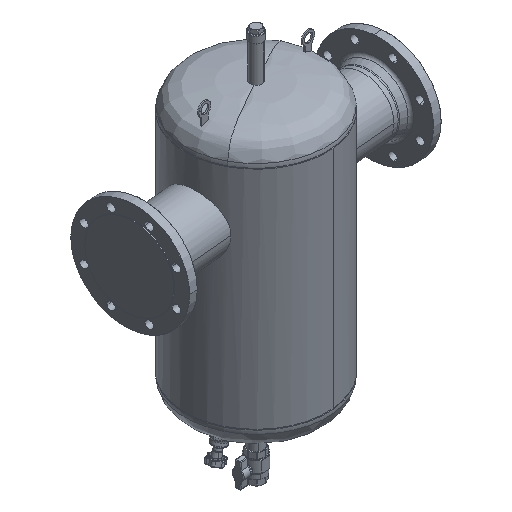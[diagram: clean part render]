
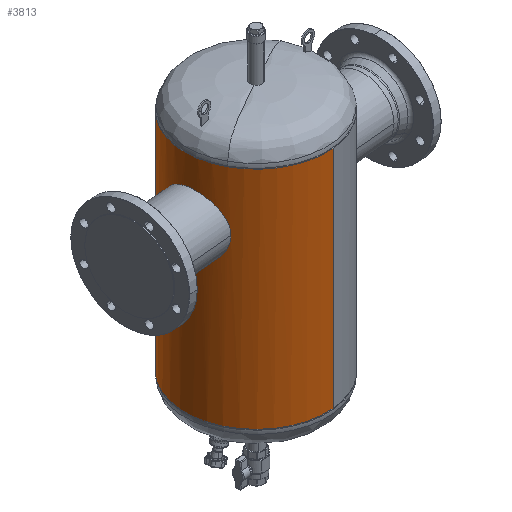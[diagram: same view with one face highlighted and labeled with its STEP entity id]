
A CAD part, isometric view. The second image highlights one B-rep face of the part: STEP entity #3813.
In plain terms, the highlighted cylindrical face has radius 161.95 mm (diameter 323.9 mm), a partial arc.
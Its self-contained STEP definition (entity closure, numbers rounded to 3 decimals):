
#3627=CARTESIAN_POINT('Vertex',(-12.604,56.85,0.)) ;
#3634=CARTESIAN_POINT('Vertex',(-0.428,-82.319,0.)) ;
#3638=CARTESIAN_POINT('Control Point',(-0.428,-82.319,0.)) ;
#3639=CARTESIAN_POINT('Control Point',(-0.428,-82.319,6.611)) ;
#3640=CARTESIAN_POINT('Control Point',(-0.869,-81.572,13.222)) ;
#3641=CARTESIAN_POINT('Control Point',(-1.751,-80.078,19.677)) ;
#3642=CARTESIAN_POINT('Control Point',(-3.753,-76.527,29.695)) ;
#3643=CARTESIAN_POINT('Control Point',(-6.403,-71.29,38.727)) ;
#3644=CARTESIAN_POINT('Control Point',(-7.492,-69.04,42.033)) ;
#3645=CARTESIAN_POINT('Control Point',(-9.942,-63.693,48.784)) ;
#3646=CARTESIAN_POINT('Control Point',(-12.479,-57.366,54.6)) ;
#3647=CARTESIAN_POINT('Control Point',(-13.828,-53.701,57.432)) ;
#3648=CARTESIAN_POINT('Control Point',(-16.295,-46.268,62.21)) ;
#3649=CARTESIAN_POINT('Control Point',(-18.447,-38.082,65.731)) ;
#3650=CARTESIAN_POINT('Control Point',(-19.374,-34.05,67.101)) ;
#3651=CARTESIAN_POINT('Control Point',(-20.966,-25.887,69.168)) ;
#3652=CARTESIAN_POINT('Control Point',(-22.052,-17.427,69.961)) ;
#3653=CARTESIAN_POINT('Control Point',(-22.451,-13.227,70.034)) ;
#3654=CARTESIAN_POINT('Control Point',(-23.216,-0.88,69.314)) ;
#3655=CARTESIAN_POINT('Control Point',(-22.814,11.144,65.905)) ;
#3656=CARTESIAN_POINT('Control Point',(-22.071,18.665,62.537)) ;
#3657=CARTESIAN_POINT('Control Point',(-20.444,29.175,55.949)) ;
#3658=CARTESIAN_POINT('Control Point',(-18.439,37.969,47.406)) ;
#3659=CARTESIAN_POINT('Control Point',(-17.733,40.757,44.272)) ;
#3660=CARTESIAN_POINT('Control Point',(-16.404,45.58,37.975)) ;
#3661=CARTESIAN_POINT('Control Point',(-15.183,49.479,31.055)) ;
#3662=CARTESIAN_POINT('Control Point',(-14.648,51.099,27.668)) ;
#3663=CARTESIAN_POINT('Control Point',(-13.646,54.027,20.297)) ;
#3664=CARTESIAN_POINT('Control Point',(-12.971,55.87,12.543)) ;
#3665=CARTESIAN_POINT('Control Point',(-12.726,56.523,8.388)) ;
#3666=CARTESIAN_POINT('Control Point',(-12.604,56.85,4.194)) ;
#3667=CARTESIAN_POINT('Control Point',(-12.604,56.85,0.)) ;
#3679=CARTESIAN_POINT('Control Point',(-12.604,56.85,0.)) ;
#3680=CARTESIAN_POINT('Control Point',(-12.604,56.85,-6.465)) ;
#3681=CARTESIAN_POINT('Control Point',(-12.895,56.074,-12.929)) ;
#3682=CARTESIAN_POINT('Control Point',(-13.478,54.52,-19.249)) ;
#3683=CARTESIAN_POINT('Control Point',(-14.789,50.809,-29.152)) ;
#3684=CARTESIAN_POINT('Control Point',(-16.451,45.366,-38.112)) ;
#3685=CARTESIAN_POINT('Control Point',(-17.129,43.,-41.437)) ;
#3686=CARTESIAN_POINT('Control Point',(-18.613,37.386,-48.242)) ;
#3687=CARTESIAN_POINT('Control Point',(-20.023,30.782,-54.123)) ;
#3688=CARTESIAN_POINT('Control Point',(-20.725,26.968,-56.996)) ;
#3689=CARTESIAN_POINT('Control Point',(-21.889,19.265,-61.859)) ;
#3690=CARTESIAN_POINT('Control Point',(-22.621,10.861,-65.47)) ;
#3691=CARTESIAN_POINT('Control Point',(-22.851,6.737,-66.885)) ;
#3692=CARTESIAN_POINT('Control Point',(-23.039,-1.563,-69.04)) ;
#3693=CARTESIAN_POINT('Control Point',(-22.678,-10.086,-69.923)) ;
#3694=CARTESIAN_POINT('Control Point',(-22.361,-14.293,-70.04)) ;
#3695=CARTESIAN_POINT('Control Point',(-21.025,-26.589,-69.448)) ;
#3696=CARTESIAN_POINT('Control Point',(-18.589,-38.396,-66.165)) ;
#3697=CARTESIAN_POINT('Control Point',(-16.578,-45.706,-62.879)) ;
#3698=CARTESIAN_POINT('Control Point',(-12.131,-58.945,-54.422)) ;
#3699=CARTESIAN_POINT('Control Point',(-7.517,-69.219,-42.606)) ;
#3700=CARTESIAN_POINT('Control Point',(-5.359,-73.489,-36.03)) ;
#3701=CARTESIAN_POINT('Control Point',(-2.574,-78.633,-24.974)) ;
#3702=CARTESIAN_POINT('Control Point',(-0.997,-81.354,-12.97)) ;
#3703=CARTESIAN_POINT('Control Point',(-0.618,-81.997,-8.675)) ;
#3704=CARTESIAN_POINT('Control Point',(-0.428,-82.319,-4.338)) ;
#3705=CARTESIAN_POINT('Control Point',(-0.428,-82.319,0.)) ;
#3716=CARTESIAN_POINT('Axis2P3D Location',(139.04,0.,-122.)) ;
#3721=CARTESIAN_POINT('Line Origine',(153.155,-161.334,-122.)) ;
#3725=CARTESIAN_POINT('Vertex',(153.155,-161.334,-378.5)) ;
#3727=CARTESIAN_POINT('Vertex',(153.155,-161.334,134.5)) ;
#3741=CARTESIAN_POINT('Vertex',(124.925,161.334,-378.5)) ;
#3744=CARTESIAN_POINT('Line Origine',(124.925,161.334,-122.)) ;
#3748=CARTESIAN_POINT('Vertex',(124.925,161.334,134.5)) ;
#3777=CARTESIAN_POINT('Axis2P3D Location',(139.04,0.,134.5)) ;
#3781=CARTESIAN_POINT('Vertex',(-3.084,-77.643,134.5)) ;
#3784=CARTESIAN_POINT('Axis2P3D Location',(139.04,0.,134.5)) ;
#3789=CARTESIAN_POINT('Axis2P3D Location',(139.04,0.,-378.5)) ;
#3793=CARTESIAN_POINT('Vertex',(-9.31,64.961,-378.5)) ;
#3796=CARTESIAN_POINT('Axis2P3D Location',(139.04,0.,-378.5)) ;
#3723=VECTOR('Line Direction',#3722,1.) ;
#3746=VECTOR('Line Direction',#3745,1.) ;
#3717=DIRECTION('Axis2P3D Direction',(0.,0.,1.)) ;
#3718=DIRECTION('Axis2P3D XDirection',(-0.087,0.996,0.)) ;
#3722=DIRECTION('Vector Direction',(0.,0.,1.)) ;
#3745=DIRECTION('Vector Direction',(0.,0.,1.)) ;
#3778=DIRECTION('Axis2P3D Direction',(0.,0.,1.)) ;
#3785=DIRECTION('Axis2P3D Direction',(0.,0.,1.)) ;
#3790=DIRECTION('Axis2P3D Direction',(0.,0.,1.)) ;
#3797=DIRECTION('Axis2P3D Direction',(0.,0.,1.)) ;
#3719=AXIS2_PLACEMENT_3D('Cylinder Axis2P3D',#3716,#3717,#3718) ;
#3779=AXIS2_PLACEMENT_3D('Circle Axis2P3D',#3777,#3778,$) ;
#3786=AXIS2_PLACEMENT_3D('Circle Axis2P3D',#3784,#3785,$) ;
#3791=AXIS2_PLACEMENT_3D('Circle Axis2P3D',#3789,#3790,$) ;
#3798=AXIS2_PLACEMENT_3D('Circle Axis2P3D',#3796,#3797,$) ;
#3724=LINE('Line',#3721,#3723) ;
#3747=LINE('Line',#3744,#3746) ;
#3780=CIRCLE('generated circle',#3779,161.95) ;
#3787=CIRCLE('generated circle',#3786,161.95) ;
#3792=CIRCLE('generated circle',#3791,161.95) ;
#3799=CIRCLE('generated circle',#3798,161.95) ;
#3720=CYLINDRICAL_SURFACE('generated cylinder',#3719,161.95) ;
#3812=FACE_BOUND('',#3809,.T.) ;
#3668=EDGE_CURVE('',#3635,#3628,#3637,.T.) ;
#3706=EDGE_CURVE('',#3628,#3635,#3678,.T.) ;
#3729=EDGE_CURVE('',#3726,#3728,#3724,.T.) ;
#3750=EDGE_CURVE('',#3742,#3749,#3747,.T.) ;
#3783=EDGE_CURVE('',#3782,#3728,#3780,.T.) ;
#3788=EDGE_CURVE('',#3749,#3782,#3787,.T.) ;
#3795=EDGE_CURVE('',#3794,#3742,#3792,.F.) ;
#3800=EDGE_CURVE('',#3726,#3794,#3799,.F.) ;
#3802=ORIENTED_EDGE('',*,*,#3783,.F.) ;
#3803=ORIENTED_EDGE('',*,*,#3788,.F.) ;
#3804=ORIENTED_EDGE('',*,*,#3750,.F.) ;
#3805=ORIENTED_EDGE('',*,*,#3795,.F.) ;
#3806=ORIENTED_EDGE('',*,*,#3800,.F.) ;
#3807=ORIENTED_EDGE('',*,*,#3729,.T.) ;
#3810=ORIENTED_EDGE('',*,*,#3668,.F.) ;
#3811=ORIENTED_EDGE('',*,*,#3706,.F.) ;
#3801=EDGE_LOOP('',(#3802,#3803,#3804,#3805,#3806,#3807)) ;
#3809=EDGE_LOOP('',(#3810,#3811)) ;
#3628=VERTEX_POINT('',#3627) ;
#3635=VERTEX_POINT('',#3634) ;
#3726=VERTEX_POINT('',#3725) ;
#3728=VERTEX_POINT('',#3727) ;
#3742=VERTEX_POINT('',#3741) ;
#3749=VERTEX_POINT('',#3748) ;
#3782=VERTEX_POINT('',#3781) ;
#3794=VERTEX_POINT('',#3793) ;
#3813=ADVANCED_FACE('PartBody',(#3808,#3812),#3720,.T.) ;
#3637=B_SPLINE_CURVE_WITH_KNOTS('',5,(#3638,#3639,#3640,#3641,#3642,#3643,#3644,#3645,#3646,#3647,#3648,#3649,#3650,#3651,#3652,#3653,#3654,#3655,#3656,#3657,#3658,#3659,#3660,#3661,#3662,#3663,#3664,#3665,#3666,#3667),.UNSPECIFIED.,.F.,.U.,(6,3,3,3,3,3,3,3,3,6),(0.,46.747,75.954,109.902,140.583,170.284,227.922,257.899,284.628,314.284),.UNSPECIFIED.) ;
#3678=B_SPLINE_CURVE_WITH_KNOTS('',5,(#3679,#3680,#3681,#3682,#3683,#3684,#3685,#3686,#3687,#3688,#3689,#3690,#3691,#3692,#3693,#3694,#3695,#3696,#3697,#3698,#3699,#3700,#3701,#3702,#3703,#3704,#3705),.UNSPECIFIED.,.F.,.U.,(6,3,3,3,3,3,3,3,6),(314.284,359.996,389.139,423.103,453.835,483.548,541.106,597.895,628.567),.UNSPECIFIED.) ;
#3808=FACE_OUTER_BOUND('',#3801,.T.) ;
